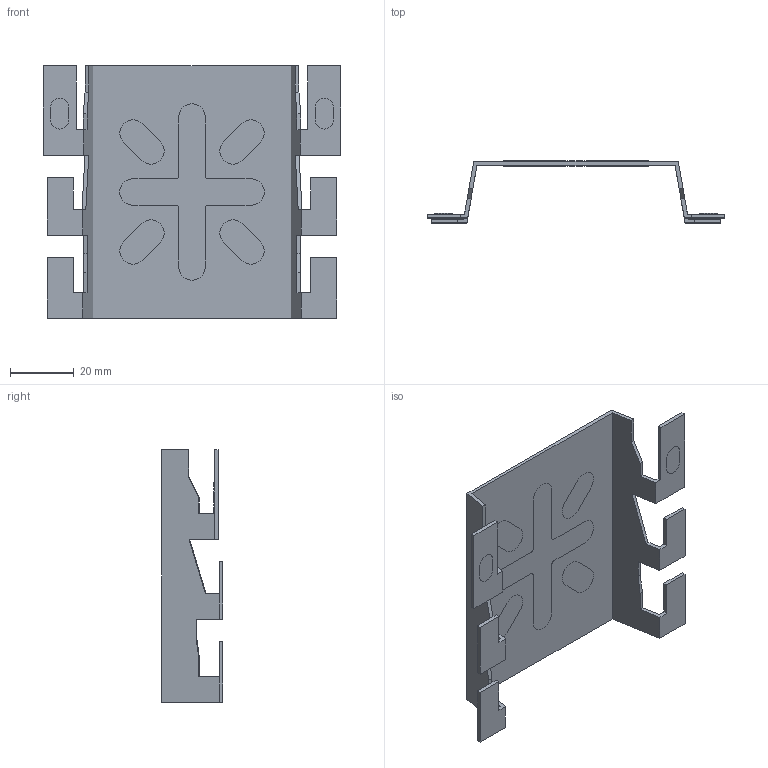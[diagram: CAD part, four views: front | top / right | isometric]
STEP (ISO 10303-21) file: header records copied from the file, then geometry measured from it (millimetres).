
FILE_DESCRIPTION(/* description */ (''),/* implementation_level */ '2;1');
FILE_NAME(/* name */ '586130.stp',/* time_stamp */ '2025-12-05T09:49:30+01:00',/* author */ ('mael.lecharpentier'),/* organization */ (''),/* preprocessor_version */ 'ST-DEVELOPER v20',/* originating_system */ 'AutoCAD Mechanical',/* authorisation */ '');
FILE_SCHEMA (('AUTOMOTIVE_DESIGN { 1 0 10303 214 3 1 1 }'));
Length unit declared in the file: millimetre
Products named in the file (1): Product
Bounding box: 93.25 x 19.4 x 79 mm (x, y, z)
Volume: 9907.7 mm3; surface area: 19953.6 mm2
Topology: 1 solids, 15 shells, 76 faces, 260 edges, 200 vertices
Faces by surface type: plane 76
Entity records: 2875 total; most frequent: CARTESIAN_POINT 537, DIRECTION 454, ORIENTED_EDGE 440, EDGE_CURVE 260, LINE 220, VECTOR 220, VERTEX_POINT 200, AXIS2_PLACEMENT_3D 117
